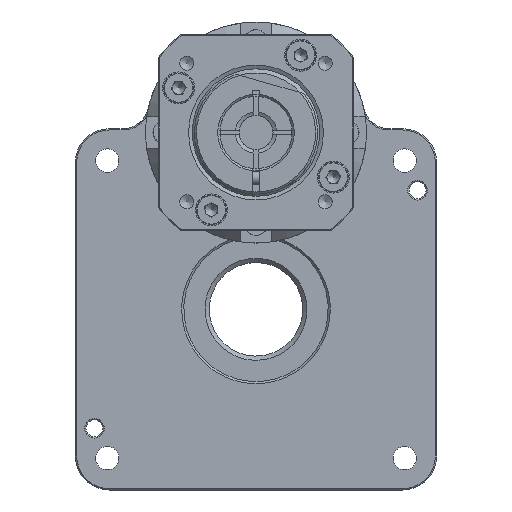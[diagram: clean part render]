
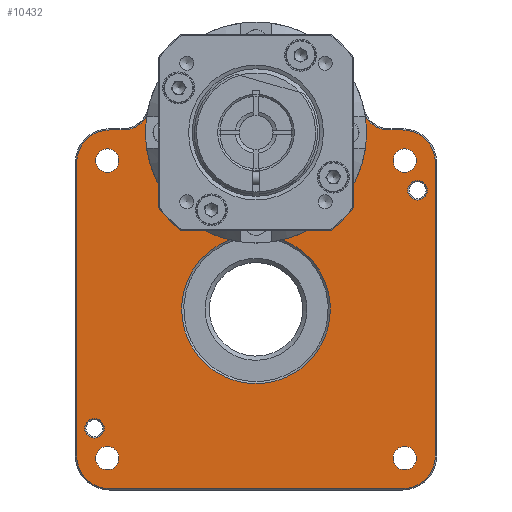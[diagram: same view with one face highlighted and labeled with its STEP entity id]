
A CAD part, front view. The second image highlights one B-rep face of the part: STEP entity #10432.
In plain terms, the highlighted planar face has unit normal (0, -1, 0).
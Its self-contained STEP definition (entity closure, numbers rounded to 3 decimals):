
#4105=CARTESIAN_POINT('',(-35.,0.,32.25));
#4106=VERTEX_POINT('',#4105);
#4107=CARTESIAN_POINT('',(-35.0,0.,35.0));
#4108=DIRECTION('',(0.0,-1.0,0.0));
#4109=DIRECTION('',(0.0,0.0,1.0));
#4110=AXIS2_PLACEMENT_3D('',#4107,#4108,#4109);
#4111=CIRCLE('',#4110,2.75);
#4112=EDGE_CURVE('',#4106,#4106,#4111,.T.);
#4133=CARTESIAN_POINT('',(35.,0.,32.25));
#4134=VERTEX_POINT('',#4133);
#4135=CARTESIAN_POINT('',(35.0,0.,35.0));
#4136=DIRECTION('',(0.0,-1.0,0.0));
#4137=DIRECTION('',(0.0,0.0,1.0));
#4138=AXIS2_PLACEMENT_3D('',#4135,#4136,#4137);
#4139=CIRCLE('',#4138,2.75);
#4140=EDGE_CURVE('',#4134,#4134,#4139,.T.);
#4161=CARTESIAN_POINT('',(-35.,0.,-37.75));
#4162=VERTEX_POINT('',#4161);
#4163=CARTESIAN_POINT('',(-35.0,0.,-35.0));
#4164=DIRECTION('',(0.0,-1.0,0.0));
#4165=DIRECTION('',(0.0,0.0,1.0));
#4166=AXIS2_PLACEMENT_3D('',#4163,#4164,#4165);
#4167=CIRCLE('',#4166,2.75);
#4168=EDGE_CURVE('',#4162,#4162,#4167,.T.);
#4189=CARTESIAN_POINT('',(35.,0.,-37.75));
#4190=VERTEX_POINT('',#4189);
#4191=CARTESIAN_POINT('',(35.0,0.,-35.0));
#4192=DIRECTION('',(0.0,-1.0,0.0));
#4193=DIRECTION('',(0.0,0.0,1.0));
#4194=AXIS2_PLACEMENT_3D('',#4191,#4192,#4193);
#4195=CIRCLE('',#4194,2.75);
#4196=EDGE_CURVE('',#4190,#4190,#4195,.T.);
#4338=CARTESIAN_POINT('',(38.0,0.,30.3));
#4339=VERTEX_POINT('',#4338);
#4340=CARTESIAN_POINT('',(38.0,0.,28.));
#4341=DIRECTION('',(0.0,1.0,0.0));
#4342=DIRECTION('',(0.0,0.0,1.0));
#4343=AXIS2_PLACEMENT_3D('',#4340,#4341,#4342);
#4344=CIRCLE('',#4343,2.3);
#4345=EDGE_CURVE('',#4339,#4339,#4344,.T.);
#4378=CARTESIAN_POINT('',(-38.0,0.,-25.7));
#4379=VERTEX_POINT('',#4378);
#4380=CARTESIAN_POINT('',(-38.0,0.,-28.));
#4381=DIRECTION('',(0.0,1.0,0.0));
#4382=DIRECTION('',(0.0,0.0,1.0));
#4383=AXIS2_PLACEMENT_3D('',#4380,#4381,#4382);
#4384=CIRCLE('',#4383,2.3);
#4385=EDGE_CURVE('',#4379,#4379,#4384,.T.);
#5367=CARTESIAN_POINT('',(25.095,0.,47.142));
#5368=VERTEX_POINT('',#5367);
#5369=CARTESIAN_POINT('',(-25.095,0.,47.142));
#5370=VERTEX_POINT('',#5369);
#5378=CARTESIAN_POINT('',(-5.71,0.,16.542));
#5379=VERTEX_POINT('',#5378);
#5380=CARTESIAN_POINT('',(0.,0.,41.6));
#5381=DIRECTION('',(0.0,1.0,0.0));
#5382=DIRECTION('',(1.0,0.0,0.0));
#5383=AXIS2_PLACEMENT_3D('',#5380,#5381,#5382);
#5384=CIRCLE('',#5383,25.7);
#5385=EDGE_CURVE('',#5379,#5370,#5384,.T.);
#5387=CARTESIAN_POINT('',(5.71,0.,16.542));
#5388=VERTEX_POINT('',#5387);
#5396=CARTESIAN_POINT('',(0.,0.,41.6));
#5397=DIRECTION('',(0.0,1.0,0.0));
#5398=DIRECTION('',(0.,0.0,1.));
#5399=AXIS2_PLACEMENT_3D('',#5396,#5397,#5398);
#5400=CIRCLE('',#5399,25.7);
#5401=EDGE_CURVE('',#5368,#5388,#5400,.T.);
#8818=CARTESIAN_POINT('',(31.247,0.,42.2));
#8819=VERTEX_POINT('',#8818);
#8826=CARTESIAN_POINT('',(34.5,0.,42.2));
#8827=VERTEX_POINT('',#8826);
#8828=CARTESIAN_POINT('',(34.5,0.,42.2));
#8829=DIRECTION('',(-1.0,0.0,0.0));
#8830=VECTOR('',#8829,3.253);
#8831=LINE('',#8828,#8830);
#8832=EDGE_CURVE('',#8827,#8819,#8831,.T.);
#8856=CARTESIAN_POINT('',(42.2,0.,34.5));
#8857=VERTEX_POINT('',#8856);
#8874=CARTESIAN_POINT('',(34.5,0.,34.5));
#8875=DIRECTION('',(0.0,-1.0,0.0));
#8876=DIRECTION('',(0.0,0.0,1.0));
#8877=AXIS2_PLACEMENT_3D('',#8874,#8875,#8876);
#8878=CIRCLE('',#8877,7.7);
#8879=EDGE_CURVE('',#8857,#8827,#8878,.T.);
#8895=CARTESIAN_POINT('',(31.247,0.,48.5));
#8896=DIRECTION('',(0.0,1.0,0.0));
#8897=DIRECTION('',(0.0,0.0,1.0));
#8898=AXIS2_PLACEMENT_3D('',#8895,#8896,#8897);
#8899=CIRCLE('',#8898,6.3);
#8900=EDGE_CURVE('',#8819,#5368,#8899,.T.);
#8918=CARTESIAN_POINT('',(42.2,0.,-34.5));
#8919=VERTEX_POINT('',#8918);
#8935=CARTESIAN_POINT('',(42.2,0.,-34.5));
#8936=DIRECTION('',(0.0,0.0,1.0));
#8937=VECTOR('',#8936,69.0);
#8938=LINE('',#8935,#8937);
#8939=EDGE_CURVE('',#8919,#8857,#8938,.T.);
#8966=CARTESIAN_POINT('',(34.5,0.,-42.2));
#8967=VERTEX_POINT('',#8966);
#8984=CARTESIAN_POINT('',(34.5,0.,-34.5));
#8985=DIRECTION('',(0.0,-1.0,0.0));
#8986=DIRECTION('',(0.0,0.0,1.0));
#8987=AXIS2_PLACEMENT_3D('',#8984,#8985,#8986);
#8988=CIRCLE('',#8987,7.7);
#8989=EDGE_CURVE('',#8967,#8919,#8988,.T.);
#9001=CARTESIAN_POINT('',(-31.247,0.,42.2));
#9002=VERTEX_POINT('',#9001);
#9009=CARTESIAN_POINT('',(-31.247,0.,48.5));
#9010=DIRECTION('',(0.0,1.0,0.0));
#9011=DIRECTION('',(0.0,0.0,1.0));
#9012=AXIS2_PLACEMENT_3D('',#9009,#9010,#9011);
#9013=CIRCLE('',#9012,6.3);
#9014=EDGE_CURVE('',#5370,#9002,#9013,.T.);
#9032=CARTESIAN_POINT('',(-34.5,0.,-42.2));
#9033=VERTEX_POINT('',#9032);
#9049=CARTESIAN_POINT('',(-34.5,0.,-42.2));
#9050=DIRECTION('',(1.0,0.0,0.0));
#9051=VECTOR('',#9050,69.0);
#9052=LINE('',#9049,#9051);
#9053=EDGE_CURVE('',#9033,#8967,#9052,.T.);
#9065=CARTESIAN_POINT('',(-34.5,0.,42.2));
#9066=VERTEX_POINT('',#9065);
#9073=CARTESIAN_POINT('',(-31.247,0.,42.2));
#9074=DIRECTION('',(-1.0,0.0,0.0));
#9075=VECTOR('',#9074,3.253);
#9076=LINE('',#9073,#9075);
#9077=EDGE_CURVE('',#9002,#9066,#9076,.T.);
#9094=CARTESIAN_POINT('',(-42.2,0.,-34.5));
#9095=VERTEX_POINT('',#9094);
#9112=CARTESIAN_POINT('',(-34.5,0.,-34.5));
#9113=DIRECTION('',(0.0,-1.0,0.0));
#9114=DIRECTION('',(0.0,0.0,1.0));
#9115=AXIS2_PLACEMENT_3D('',#9112,#9113,#9114);
#9116=CIRCLE('',#9115,7.7);
#9117=EDGE_CURVE('',#9095,#9033,#9116,.T.);
#9129=CARTESIAN_POINT('',(-42.2,0.,34.5));
#9130=VERTEX_POINT('',#9129);
#9137=CARTESIAN_POINT('',(-34.5,0.,34.5));
#9138=DIRECTION('',(0.0,-1.0,0.0));
#9139=DIRECTION('',(0.0,0.0,1.0));
#9140=AXIS2_PLACEMENT_3D('',#9137,#9138,#9139);
#9141=CIRCLE('',#9140,7.7);
#9142=EDGE_CURVE('',#9066,#9130,#9141,.T.);
#9161=CARTESIAN_POINT('',(-42.2,0.,34.5));
#9162=DIRECTION('',(0.0,0.0,-1.0));
#9163=VECTOR('',#9162,69.0);
#9164=LINE('',#9161,#9163);
#9165=EDGE_CURVE('',#9130,#9095,#9164,.T.);
#10382=CARTESIAN_POINT('',(0.0,0.0,0.0));
#10383=DIRECTION('',(0.0,1.0,0.0));
#10384=DIRECTION('',(0.0,0.0,1.0));
#10385=AXIS2_PLACEMENT_3D('',#10382,#10383,#10384);
#10386=CIRCLE('',#10385,17.5);
#10387=EDGE_CURVE('',#5388,#5379,#10386,.T.);
#10393=CARTESIAN_POINT('',(0.0,0.0,0.0));
#10394=DIRECTION('',(0.0,-1.0,0.0));
#10395=DIRECTION('',(0.0,0.0,-1.0));
#10396=AXIS2_PLACEMENT_3D('',#10393,#10394,#10395);
#10397=PLANE('',#10396);
#10398=ORIENTED_EDGE('',*,*,#10387,.T.);
#10399=ORIENTED_EDGE('',*,*,#5385,.T.);
#10400=ORIENTED_EDGE('',*,*,#9014,.T.);
#10401=ORIENTED_EDGE('',*,*,#9077,.T.);
#10402=ORIENTED_EDGE('',*,*,#9142,.T.);
#10403=ORIENTED_EDGE('',*,*,#9165,.T.);
#10404=ORIENTED_EDGE('',*,*,#9117,.T.);
#10405=ORIENTED_EDGE('',*,*,#9053,.T.);
#10406=ORIENTED_EDGE('',*,*,#8989,.T.);
#10407=ORIENTED_EDGE('',*,*,#8939,.T.);
#10408=ORIENTED_EDGE('',*,*,#8879,.T.);
#10409=ORIENTED_EDGE('',*,*,#8832,.T.);
#10410=ORIENTED_EDGE('',*,*,#8900,.T.);
#10411=ORIENTED_EDGE('',*,*,#5401,.T.);
#10412=EDGE_LOOP('',(#10398,#10399,#10400,#10401,#10402,#10403,#10404,#10405,#10406,#10407,#10408,#10409,#10410,#10411));
#10413=FACE_OUTER_BOUND('',#10412,.T.);
#10414=ORIENTED_EDGE('',*,*,#4385,.T.);
#10415=EDGE_LOOP('',(#10414));
#10416=FACE_BOUND('',#10415,.T.);
#10417=ORIENTED_EDGE('',*,*,#4168,.F.);
#10418=EDGE_LOOP('',(#10417));
#10419=FACE_BOUND('',#10418,.T.);
#10420=ORIENTED_EDGE('',*,*,#4196,.F.);
#10421=EDGE_LOOP('',(#10420));
#10422=FACE_BOUND('',#10421,.T.);
#10423=ORIENTED_EDGE('',*,*,#4140,.F.);
#10424=EDGE_LOOP('',(#10423));
#10425=FACE_BOUND('',#10424,.T.);
#10426=ORIENTED_EDGE('',*,*,#4112,.F.);
#10427=EDGE_LOOP('',(#10426));
#10428=FACE_BOUND('',#10427,.T.);
#10429=ORIENTED_EDGE('',*,*,#4345,.T.);
#10430=EDGE_LOOP('',(#10429));
#10431=FACE_BOUND('',#10430,.T.);
#10432=ADVANCED_FACE('',(#10413,#10416,#10419,#10422,#10425,#10428,#10431),#10397,.T.);
